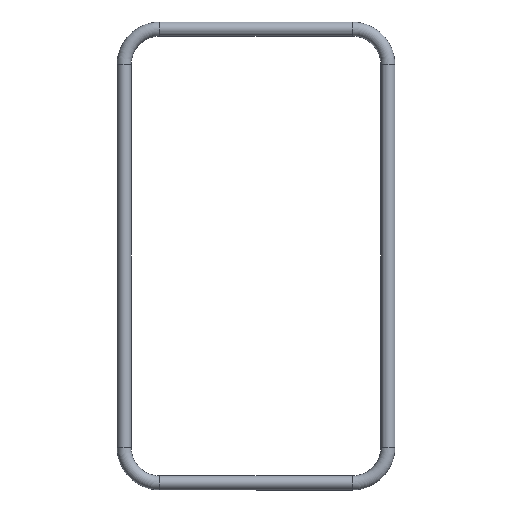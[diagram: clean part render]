
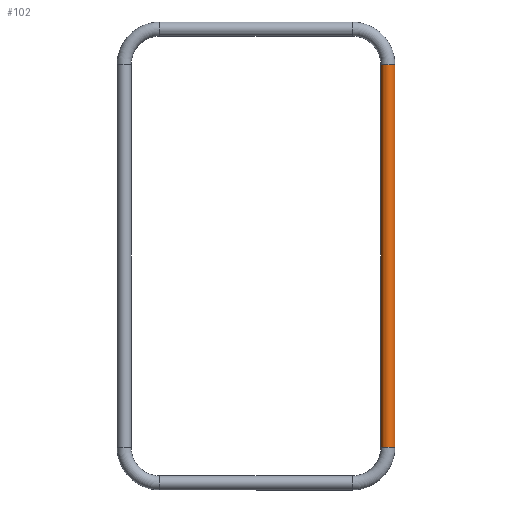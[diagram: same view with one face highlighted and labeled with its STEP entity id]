
A CAD part, top view. The second image highlights one B-rep face of the part: STEP entity #102.
In plain terms, the highlighted cylindrical face has radius 1.35 mm (diameter 2.7 mm), a partial arc.
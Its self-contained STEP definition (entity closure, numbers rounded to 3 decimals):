
#39=AXIS2_PLACEMENT_3D('Circle Axis2P3D',#37,#38,$) ;
#75=AXIS2_PLACEMENT_3D('Cylinder Axis2P3D',#72,#73,#74) ;
#86=AXIS2_PLACEMENT_3D('Circle Axis2P3D',#84,#85,$) ;
#37=CARTESIAN_POINT('Axis2P3D Location',(52.05,8.2,1.35)) ;
#41=CARTESIAN_POINT('Vertex',(53.4,8.2,1.35)) ;
#43=CARTESIAN_POINT('Vertex',(50.7,8.2,1.35)) ;
#72=CARTESIAN_POINT('Axis2P3D Location',(52.05,44.95,1.35)) ;
#77=CARTESIAN_POINT('Line Origine',(53.4,44.95,1.35)) ;
#81=CARTESIAN_POINT('Vertex',(53.4,81.7,1.35)) ;
#84=CARTESIAN_POINT('Axis2P3D Location',(52.05,81.7,1.35)) ;
#88=CARTESIAN_POINT('Vertex',(50.7,81.7,1.35)) ;
#91=CARTESIAN_POINT('Line Origine',(50.7,44.95,1.35)) ;
#38=DIRECTION('Axis2P3D Direction',(0.,-1.,0.)) ;
#73=DIRECTION('Axis2P3D Direction',(0.,-1.,0.)) ;
#74=DIRECTION('Axis2P3D XDirection',(1.,0.,0.)) ;
#78=DIRECTION('Vector Direction',(0.,-1.,0.)) ;
#85=DIRECTION('Axis2P3D Direction',(0.,-1.,0.)) ;
#92=DIRECTION('Vector Direction',(0.,-1.,0.)) ;
#79=VECTOR('Line Direction',#78,1.) ;
#93=VECTOR('Line Direction',#92,1.) ;
#97=ORIENTED_EDGE('',*,*,#83,.F.) ;
#98=ORIENTED_EDGE('',*,*,#90,.T.) ;
#99=ORIENTED_EDGE('',*,*,#95,.T.) ;
#100=ORIENTED_EDGE('',*,*,#45,.F.) ;
#102=ADVANCED_FACE('Aussenkoerper',(#101),#76,.T.) ;
#40=CIRCLE('generated circle',#39,1.35) ;
#87=CIRCLE('generated circle',#86,1.35) ;
#76=CYLINDRICAL_SURFACE('generated cylinder',#75,1.35) ;
#45=EDGE_CURVE('',#42,#44,#40,.T.) ;
#83=EDGE_CURVE('',#82,#42,#80,.T.) ;
#90=EDGE_CURVE('',#82,#89,#87,.T.) ;
#95=EDGE_CURVE('',#89,#44,#94,.T.) ;
#96=EDGE_LOOP('',(#97,#98,#99,#100)) ;
#101=FACE_OUTER_BOUND('',#96,.T.) ;
#80=LINE('Line',#77,#79) ;
#94=LINE('Line',#91,#93) ;
#42=VERTEX_POINT('',#41) ;
#44=VERTEX_POINT('',#43) ;
#82=VERTEX_POINT('',#81) ;
#89=VERTEX_POINT('',#88) ;
